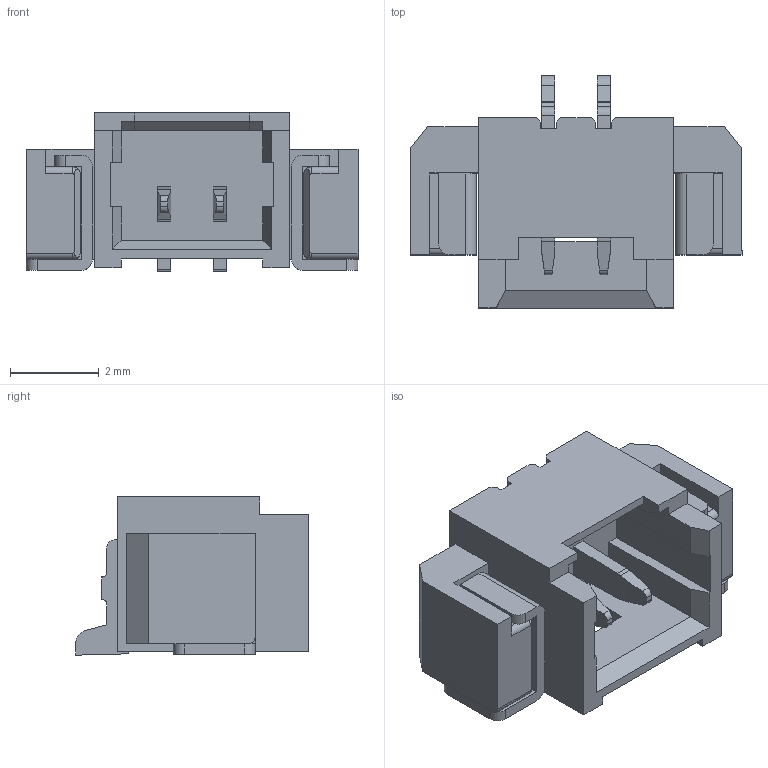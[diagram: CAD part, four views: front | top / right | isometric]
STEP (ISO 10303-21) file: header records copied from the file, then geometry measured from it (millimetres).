
FILE_DESCRIPTION (( 'STEP AP214' ), '1' );
FILE_NAME ('CONN-SMD_2P-P1.25_DEALON_1.25-2PWB.STEP', '2026-03-10T02:50:46', ( '' ), ( '' ), 'SwSTEP 2.0', 'SolidWorks 2021', '' );
FILE_SCHEMA (( 'AUTOMOTIVE_DESIGN' ));
Length unit declared in the file: millimetre
Products named in the file (1): CONN-SMD_2P-P1.25_DEALON_1.25-2PWB
Bounding box: 7.5 x 5.25 x 3.58 mm (x, y, z)
Volume: 57.1 mm3; surface area: 217.2 mm2
Topology: 1 solids, 5 shells, 226 faces, 618 edges, 404 vertices
Faces by surface type: plane 168, cylinder 54, bspline 4
Entity records: 9729 total; most frequent: CARTESIAN_POINT 1460, ORIENTED_EDGE 1236, DIRECTION 1148, EDGE_CURVE 618, VECTOR 486, LINE 486, VERTEX_POINT 404, AXIS2_PLACEMENT_3D 331
